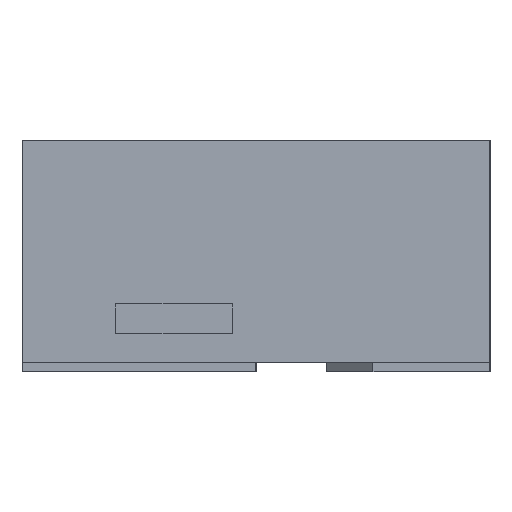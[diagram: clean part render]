
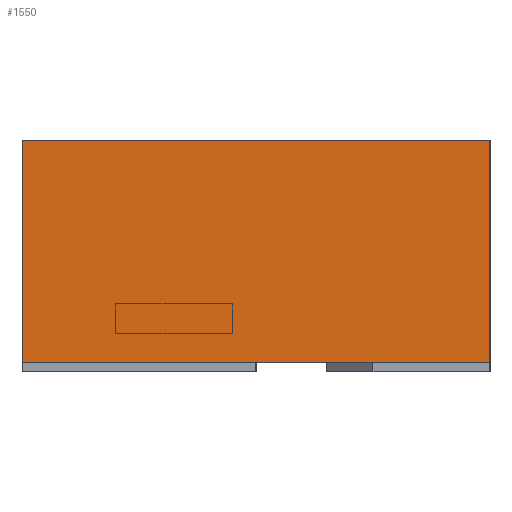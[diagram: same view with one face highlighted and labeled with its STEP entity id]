
A CAD part, left-side view. The second image highlights one B-rep face of the part: STEP entity #1550.
In plain terms, the highlighted planar face has unit normal (-1, 0, 0).
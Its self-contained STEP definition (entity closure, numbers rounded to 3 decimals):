
#1550 = ADVANCED_FACE('',(#1551),#1585,.T.);
#1551 = FACE_BOUND('',#1552,.T.);
#1552 = EDGE_LOOP('',(#1553,#1563,#1571,#1579));
#1553 = ORIENTED_EDGE('',*,*,#1554,.T.);
#1554 = EDGE_CURVE('',#1555,#1557,#1559,.T.);
#1555 = VERTEX_POINT('',#1556);
#1556 = CARTESIAN_POINT('',(-1.64,0.5,0.05));
#1557 = VERTEX_POINT('',#1558);
#1558 = CARTESIAN_POINT('',(-1.64,-0.5,0.05));
#1559 = LINE('',#1560,#1561);
#1560 = CARTESIAN_POINT('',(-1.64,-0.25,0.05));
#1561 = VECTOR('',#1562,1.);
#1562 = DIRECTION('',(0.,-1.,0.));
#1563 = ORIENTED_EDGE('',*,*,#1564,.F.);
#1564 = EDGE_CURVE('',#1565,#1557,#1567,.T.);
#1565 = VERTEX_POINT('',#1566);
#1566 = CARTESIAN_POINT('',(-1.64,-0.5,0.525));
#1567 = LINE('',#1568,#1569);
#1568 = CARTESIAN_POINT('',(-1.64,-0.5,0.525));
#1569 = VECTOR('',#1570,1.);
#1570 = DIRECTION('',(-0.,-0.,-1.));
#1571 = ORIENTED_EDGE('',*,*,#1572,.F.);
#1572 = EDGE_CURVE('',#1573,#1565,#1575,.T.);
#1573 = VERTEX_POINT('',#1574);
#1574 = CARTESIAN_POINT('',(-1.64,0.5,0.525));
#1575 = LINE('',#1576,#1577);
#1576 = CARTESIAN_POINT('',(-1.64,-0.25,0.525));
#1577 = VECTOR('',#1578,1.);
#1578 = DIRECTION('',(0.,-1.,0.));
#1579 = ORIENTED_EDGE('',*,*,#1580,.T.);
#1580 = EDGE_CURVE('',#1573,#1555,#1581,.T.);
#1581 = LINE('',#1582,#1583);
#1582 = CARTESIAN_POINT('',(-1.64,0.5,0.525));
#1583 = VECTOR('',#1584,1.);
#1584 = DIRECTION('',(-0.,-0.,-1.));
#1585 = PLANE('',#1586);
#1586 = AXIS2_PLACEMENT_3D('',#1587,#1588,#1589);
#1587 = CARTESIAN_POINT('',(-1.64,0.,0.525));
#1588 = DIRECTION('',(-1.,0.,0.));
#1589 = DIRECTION('',(0.,1.,0.));
